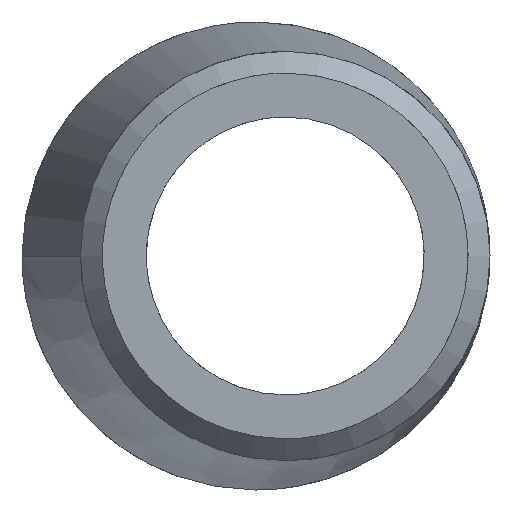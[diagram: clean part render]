
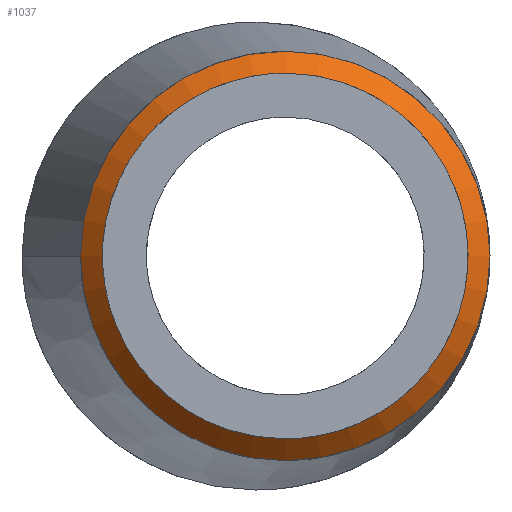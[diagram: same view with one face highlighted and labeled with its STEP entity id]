
A CAD part, left-side view. The second image highlights one B-rep face of the part: STEP entity #1037.
In plain terms, the highlighted conical face has half-angle 45 degrees and reference radius 14 mm.
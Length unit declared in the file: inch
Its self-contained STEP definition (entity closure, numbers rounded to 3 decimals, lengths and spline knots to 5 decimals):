
#305 = EDGE_CURVE ( 'NONE', #2086, #2086, #1130, .T. ) ;
#490 = EDGE_LOOP ( 'NONE', ( #1645 ) ) ;
#556 = AXIS2_PLACEMENT_3D ( 'NONE', #2124, #1776, #1016 ) ;
#706 = EDGE_CURVE ( 'NONE', #1794, #1794, #1103, .T. ) ;
#764 = AXIS2_PLACEMENT_3D ( 'NONE', #1518, #1565, #1636 ) ;
#868 = EDGE_LOOP ( 'NONE', ( #1648 ) ) ;
#1016 = DIRECTION ( 'NONE',  ( 0., 1., 0. ) ) ;
#1037 = ADVANCED_FACE ( 'NONE', ( #1193, #1820 ), #1507, .T. ) ;
#1103 = CIRCLE ( 'NONE', #556, 0.49213 ) ;
#1130 = CIRCLE ( 'NONE', #764, 0.55118 ) ;
#1193 = FACE_OUTER_BOUND ( 'NONE', #868, .T. ) ;
#1370 = CARTESIAN_POINT ( 'NONE',  ( 1.5748, -0.07874, 0. ) ) ;
#1507 = CONICAL_SURFACE ( 'NONE', #2083, 0.55118, 0.785 ) ;
#1518 = CARTESIAN_POINT ( 'NONE',  ( 1.5748, -0.07874, 0. ) ) ;
#1535 = DIRECTION ( 'NONE',  ( 1., 0., 0. ) ) ;
#1562 = DIRECTION ( 'NONE',  ( 0., 0., -1. ) ) ;
#1565 = DIRECTION ( 'NONE',  ( 1., 0., 0. ) ) ;
#1636 = DIRECTION ( 'NONE',  ( 0., 0., -1. ) ) ;
#1645 = ORIENTED_EDGE ( 'NONE', *, *, #706, .T. ) ;
#1648 = ORIENTED_EDGE ( 'NONE', *, *, #305, .F. ) ;
#1776 = DIRECTION ( 'NONE',  ( 1., 0., 0. ) ) ;
#1779 = CARTESIAN_POINT ( 'NONE',  ( 1.5748, -0.07874, -0.55118 ) ) ;
#1794 = VERTEX_POINT ( 'NONE', #2109 ) ;
#1820 = FACE_BOUND ( 'NONE', #490, .T. ) ;
#2083 = AXIS2_PLACEMENT_3D ( 'NONE', #1370, #1535, #1562 ) ;
#2086 = VERTEX_POINT ( 'NONE', #1779 ) ;
#2109 = CARTESIAN_POINT ( 'NONE',  ( 1.51575, 0.41339, 0. ) ) ;
#2124 = CARTESIAN_POINT ( 'NONE',  ( 1.51575, -0.07874, 0. ) ) ;
